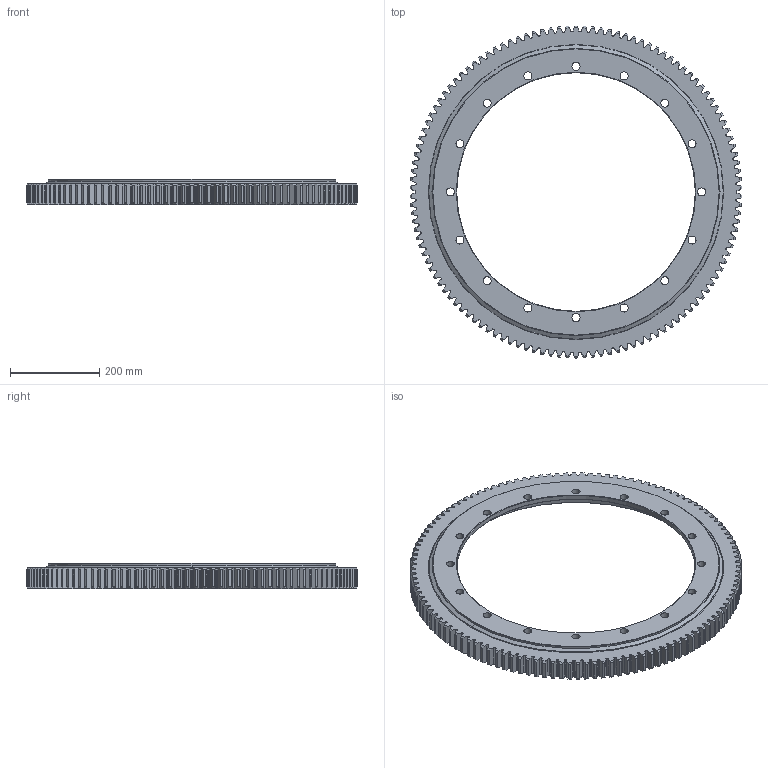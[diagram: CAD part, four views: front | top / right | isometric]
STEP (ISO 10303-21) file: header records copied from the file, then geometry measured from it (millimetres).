
FILE_DESCRIPTION (( 'STEP AP214' ), '1' );
FILE_NAME ('E.750.20.00.STEP', '2017-11-16T14:25:13', ( '' ), ( '' ), 'SwSTEP 2.0', 'SolidWorks 2015', '' );
FILE_SCHEMA (( 'AUTOMOTIVE_DESIGN' ));
Length unit declared in the file: millimetre
Products named in the file (7): Grease nipple M8x1mm; C.742.B20C.A3N.0 - OR Seal; C.742.B20C.A3N.0 - IR Seal; Ball D20; C.742.B20C.A3N.0 - OR; C.742.B20C.A3N.0 - IR; E.750.20.00
Assembly tree (94 placements, depth 2):
  E.750.20.00
    C.742.B20C.A3N.0 - IR
    C.742.B20C.A3N.0 - OR
    Ball D20  x86
    C.742.B20C.A3N.0 - IR Seal
    C.742.B20C.A3N.0 - OR Seal
    Grease nipple M8x1mm  x4
Bounding box: 742.67 x 742.8 x 56 mm (x, y, z)
Volume: 6396636.3 mm3; surface area: 1220148.5 mm2
Topology: 94 solids, 94 shells, 1729 faces, 5030 edges, 3312 vertices
Faces by surface type: bspline 610, cone 370, plane 299, cylinder 234, sphere 172, torus 44
Entity records: 52986 total; most frequent: CARTESIAN_POINT 17968, ORIENTED_EDGE 8364, DIRECTION 5114, EDGE_CURVE 4182, VERTEX_POINT 2758, B_SPLINE_CURVE_WITH_KNOTS 1748, AXIS2_PLACEMENT_3D 1736, LINE 1642
